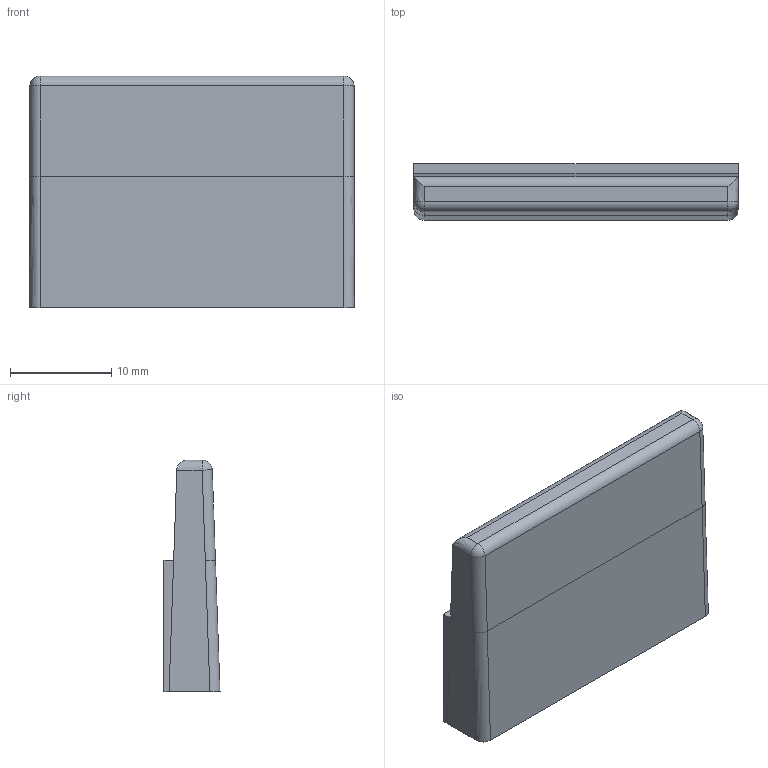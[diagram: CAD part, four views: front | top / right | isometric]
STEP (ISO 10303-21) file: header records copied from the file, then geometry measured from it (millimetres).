
FILE_DESCRIPTION(('FreeCAD Model'),'2;1');
FILE_NAME('Open CASCADE Shape Model','2025-10-21T18:44:12',(''),(''), 'Open CASCADE STEP processor 7.6','FreeCAD','Unknown');
FILE_SCHEMA(('AUTOMOTIVE_DESIGN { 1 0 10303 214 1 1 1 1 }'));
Length unit declared in the file: millimetre
Products named in the file (1): BinHolderBack
Bounding box: 32 x 5.53 x 22.9 mm (x, y, z)
Volume: 3130.5 mm3; surface area: 2233.4 mm2
Topology: 1 solids, 1 shells, 25 faces, 55 edges, 32 vertices
Faces by surface type: plane 10, bspline 8, cylinder 4, sphere 2, extrusion 1
Full cylindrical faces by diameter (mm): 3.5 x2
Entity records: 1995 total; most frequent: CARTESIAN_POINT 1002, DIRECTION 142, ORIENTED_EDGE 106, PCURVE 106, DEFINITIONAL_REPRESENTATION 106, VECTOR 86, LINE 85, B_SPLINE_CURVE_WITH_KNOTS 59
